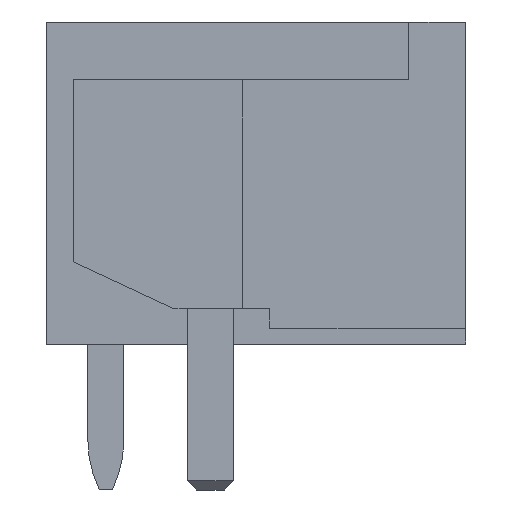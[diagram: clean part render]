
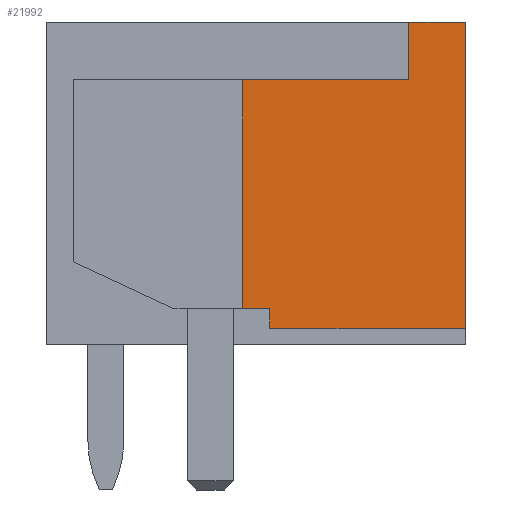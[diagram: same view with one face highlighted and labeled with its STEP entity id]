
A CAD part, left-side view. The second image highlights one B-rep face of the part: STEP entity #21992.
In plain terms, the highlighted planar face has unit normal (-1, 0, 0).
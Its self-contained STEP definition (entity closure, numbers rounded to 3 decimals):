
#21961=AXIS2_PLACEMENT_3D('Plane Axis2P3D',#21958,#21959,#21960) ;
#922=CARTESIAN_POINT('Vertex',(0.,0.,10.27)) ;
#925=CARTESIAN_POINT('Line Origine',(0.,0.,6.91)) ;
#929=CARTESIAN_POINT('Vertex',(0.,0.,3.55)) ;
#3127=CARTESIAN_POINT('Vertex',(0.,1.25,10.27)) ;
#3130=CARTESIAN_POINT('Line Origine',(0.,0.625,10.27)) ;
#21895=CARTESIAN_POINT('Vertex',(0.,4.3,3.55)) ;
#21898=CARTESIAN_POINT('Line Origine',(0.,4.3,3.765)) ;
#21902=CARTESIAN_POINT('Vertex',(0.,4.3,3.98)) ;
#21922=CARTESIAN_POINT('Line Origine',(0.,2.15,3.55)) ;
#21943=CARTESIAN_POINT('Vertex',(0.,1.25,9.)) ;
#21946=CARTESIAN_POINT('Line Origine',(0.,1.25,9.635)) ;
#21958=CARTESIAN_POINT('Axis2P3D Location',(0.,0.,0.)) ;
#21963=CARTESIAN_POINT('Line Origine',(0.,4.6,3.98)) ;
#21967=CARTESIAN_POINT('Vertex',(0.,4.9,3.98)) ;
#21970=CARTESIAN_POINT('Line Origine',(0.,3.075,9.)) ;
#21974=CARTESIAN_POINT('Vertex',(0.,4.9,9.)) ;
#21977=CARTESIAN_POINT('Line Origine',(0.,4.9,6.49)) ;
#926=DIRECTION('Vector Direction',(0.,0.,-1.)) ;
#3131=DIRECTION('Vector Direction',(0.,-1.,0.)) ;
#21899=DIRECTION('Vector Direction',(0.,0.,1.)) ;
#21923=DIRECTION('Vector Direction',(0.,1.,0.)) ;
#21947=DIRECTION('Vector Direction',(0.,0.,1.)) ;
#21959=DIRECTION('Axis2P3D Direction',(-1.,0.,0.)) ;
#21960=DIRECTION('Axis2P3D XDirection',(0.,-1.,0.)) ;
#21964=DIRECTION('Vector Direction',(0.,1.,0.)) ;
#21971=DIRECTION('Vector Direction',(0.,-1.,0.)) ;
#21978=DIRECTION('Vector Direction',(0.,0.,-1.)) ;
#927=VECTOR('Line Direction',#926,1.) ;
#3132=VECTOR('Line Direction',#3131,1.) ;
#21900=VECTOR('Line Direction',#21899,1.) ;
#21924=VECTOR('Line Direction',#21923,1.) ;
#21948=VECTOR('Line Direction',#21947,1.) ;
#21965=VECTOR('Line Direction',#21964,1.) ;
#21972=VECTOR('Line Direction',#21971,1.) ;
#21979=VECTOR('Line Direction',#21978,1.) ;
#21983=ORIENTED_EDGE('',*,*,#21969,.T.) ;
#21984=ORIENTED_EDGE('',*,*,#21904,.T.) ;
#21985=ORIENTED_EDGE('',*,*,#21926,.T.) ;
#21986=ORIENTED_EDGE('',*,*,#931,.T.) ;
#21987=ORIENTED_EDGE('',*,*,#3134,.T.) ;
#21988=ORIENTED_EDGE('',*,*,#21950,.T.) ;
#21989=ORIENTED_EDGE('',*,*,#21976,.T.) ;
#21990=ORIENTED_EDGE('',*,*,#21981,.T.) ;
#21992=ADVANCED_FACE('HOUSING',(#21991),#21962,.T.) ;
#931=EDGE_CURVE('',#930,#923,#928,.F.) ;
#3134=EDGE_CURVE('',#923,#3128,#3133,.F.) ;
#21904=EDGE_CURVE('',#21903,#21896,#21901,.F.) ;
#21926=EDGE_CURVE('',#21896,#930,#21925,.F.) ;
#21950=EDGE_CURVE('',#3128,#21944,#21949,.F.) ;
#21969=EDGE_CURVE('',#21968,#21903,#21966,.F.) ;
#21976=EDGE_CURVE('',#21944,#21975,#21973,.F.) ;
#21981=EDGE_CURVE('',#21975,#21968,#21980,.T.) ;
#21982=EDGE_LOOP('',(#21983,#21984,#21985,#21986,#21987,#21988,#21989,#21990)) ;
#21991=FACE_OUTER_BOUND('',#21982,.T.) ;
#928=LINE('Line',#925,#927) ;
#3133=LINE('Line',#3130,#3132) ;
#21901=LINE('Line',#21898,#21900) ;
#21925=LINE('Line',#21922,#21924) ;
#21949=LINE('Line',#21946,#21948) ;
#21966=LINE('Line',#21963,#21965) ;
#21973=LINE('Line',#21970,#21972) ;
#21980=LINE('Line',#21977,#21979) ;
#21962=PLANE('',#21961) ;
#923=VERTEX_POINT('',#922) ;
#930=VERTEX_POINT('',#929) ;
#3128=VERTEX_POINT('',#3127) ;
#21896=VERTEX_POINT('',#21895) ;
#21903=VERTEX_POINT('',#21902) ;
#21944=VERTEX_POINT('',#21943) ;
#21968=VERTEX_POINT('',#21967) ;
#21975=VERTEX_POINT('',#21974) ;
